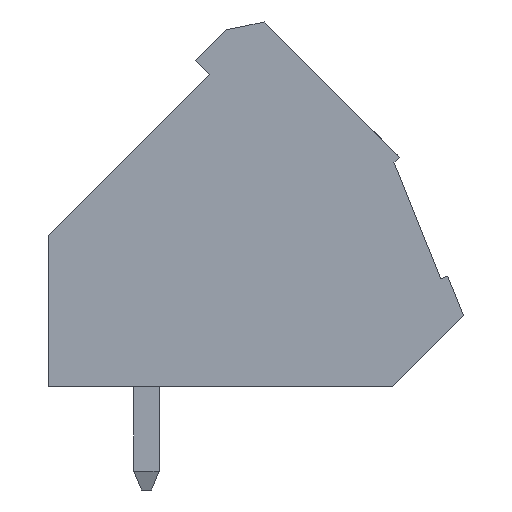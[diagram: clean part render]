
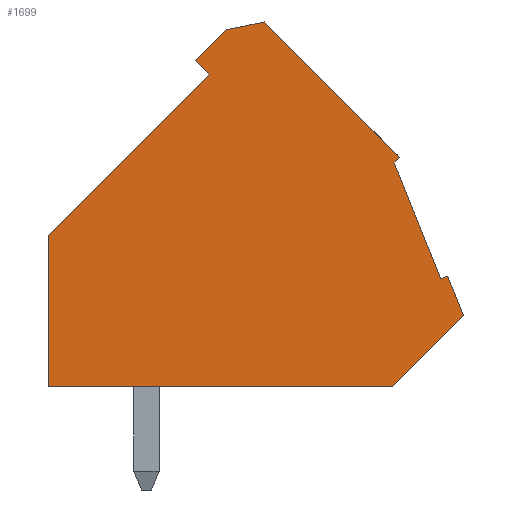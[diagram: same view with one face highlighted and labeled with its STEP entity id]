
A CAD part, left-side view. The second image highlights one B-rep face of the part: STEP entity #1699.
In plain terms, the highlighted planar face has unit normal (-1, 0, 0).
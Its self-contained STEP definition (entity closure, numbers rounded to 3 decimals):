
#1699 = ADVANCED_FACE( '', ( #3719 ), #3720, .F. );
#3719 = FACE_OUTER_BOUND( '', #6127, .T. );
#3720 = PLANE( '', #6128 );
#6127 = EDGE_LOOP( '', ( #10949, #10950, #10951, #10952, #10953, #10954, #10955, #10956, #10957, #10958, #10959, #10960 ) );
#6128 = AXIS2_PLACEMENT_3D( '', #10961, #10962, #10963 );
#10949 = ORIENTED_EDGE( '', *, *, #16675, .F. );
#10950 = ORIENTED_EDGE( '', *, *, #15071, .F. );
#10951 = ORIENTED_EDGE( '', *, *, #15905, .F. );
#10952 = ORIENTED_EDGE( '', *, *, #16977, .F. );
#10953 = ORIENTED_EDGE( '', *, *, #16978, .F. );
#10954 = ORIENTED_EDGE( '', *, *, #16860, .F. );
#10955 = ORIENTED_EDGE( '', *, *, #16979, .F. );
#10956 = ORIENTED_EDGE( '', *, *, #15593, .F. );
#10957 = ORIENTED_EDGE( '', *, *, #16980, .F. );
#10958 = ORIENTED_EDGE( '', *, *, #16981, .F. );
#10959 = ORIENTED_EDGE( '', *, *, #16982, .F. );
#10960 = ORIENTED_EDGE( '', *, *, #16983, .F. );
#10961 = CARTESIAN_POINT( '', ( -46.42, 0., 0. ) );
#10962 = DIRECTION( '', ( 1., 0., 0. ) );
#10963 = DIRECTION( '', ( 0., 0., -1. ) );
#15071 = EDGE_CURVE( '', #18118, #18119, #18120, .T. );
#15593 = EDGE_CURVE( '', #19043, #19044, #19045, .T. );
#15905 = EDGE_CURVE( '', #19579, #18118, #19580, .T. );
#16675 = EDGE_CURVE( '', #18119, #20783, #20784, .T. );
#16860 = EDGE_CURVE( '', #21058, #21059, #21060, .T. );
#16977 = EDGE_CURVE( '', #21232, #19579, #21233, .T. );
#16978 = EDGE_CURVE( '', #21059, #21232, #21234, .T. );
#16979 = EDGE_CURVE( '', #19044, #21058, #21235, .T. );
#16980 = EDGE_CURVE( '', #21236, #19043, #21237, .T. );
#16981 = EDGE_CURVE( '', #21238, #21236, #21239, .T. );
#16982 = EDGE_CURVE( '', #21240, #21238, #21241, .T. );
#16983 = EDGE_CURVE( '', #20783, #21240, #21242, .T. );
#18118 = VERTEX_POINT( '', #22642 );
#18119 = VERTEX_POINT( '', #22643 );
#18120 = LINE( '', #22644, #22645 );
#19043 = VERTEX_POINT( '', #23994 );
#19044 = VERTEX_POINT( '', #23995 );
#19045 = LINE( '', #23996, #23997 );
#19579 = VERTEX_POINT( '', #24784 );
#19580 = LINE( '', #24785, #24786 );
#20783 = VERTEX_POINT( '', #26575 );
#20784 = LINE( '', #26576, #26577 );
#21058 = VERTEX_POINT( '', #27006 );
#21059 = VERTEX_POINT( '', #27007 );
#21060 = LINE( '', #27008, #27009 );
#21232 = VERTEX_POINT( '', #27267 );
#21233 = LINE( '', #27268, #27269 );
#21234 = LINE( '', #27270, #27271 );
#21235 = LINE( '', #27272, #27273 );
#21236 = VERTEX_POINT( '', #27274 );
#21237 = LINE( '', #27275, #27276 );
#21238 = VERTEX_POINT( '', #27277 );
#21239 = LINE( '', #27278, #27279 );
#21240 = VERTEX_POINT( '', #27280 );
#21241 = LINE( '', #27281, #27282 );
#21242 = LINE( '', #27283, #27284 );
#22642 = CARTESIAN_POINT( '', ( -46.42, -9.031, 1.406 ) );
#22643 = CARTESIAN_POINT( '', ( -46.42, -9.664, -0.172 ) );
#22644 = CARTESIAN_POINT( '', ( -46.42, -9.031, 1.406 ) );
#22645 = VECTOR( '', #29210, 1000. );
#23994 = CARTESIAN_POINT( '', ( -46.42, 0.987, 9.98 ) );
#23995 = CARTESIAN_POINT( '', ( -46.42, -0.215, 11.182 ) );
#23996 = CARTESIAN_POINT( '', ( -46.42, 0.987, 9.98 ) );
#23997 = VECTOR( '', #29736, 1000. );
#24784 = CARTESIAN_POINT( '', ( -46.42, -8.752, 1.294 ) );
#24785 = CARTESIAN_POINT( '', ( -46.42, -8.752, 1.294 ) );
#24786 = VECTOR( '', #30041, 1000. );
#26575 = CARTESIAN_POINT( '', ( -46.42, -6.836, -3. ) );
#26576 = CARTESIAN_POINT( '', ( -46.42, -9.664, -0.172 ) );
#26577 = VECTOR( '', #30799, 1000. );
#27006 = CARTESIAN_POINT( '', ( -46.42, -1.735, 11.5 ) );
#27007 = CARTESIAN_POINT( '', ( -46.42, -7.109, 6.126 ) );
#27008 = CARTESIAN_POINT( '', ( -46.42, -1.735, 11.5 ) );
#27009 = VECTOR( '', #30976, 1000. );
#27267 = CARTESIAN_POINT( '', ( -46.42, -6.897, 5.914 ) );
#27268 = CARTESIAN_POINT( '', ( -46.42, -6.897, 5.914 ) );
#27269 = VECTOR( '', #31105, 1000. );
#27270 = CARTESIAN_POINT( '', ( -46.42, -7.109, 6.126 ) );
#27271 = VECTOR( '', #31106, 1000. );
#27272 = CARTESIAN_POINT( '', ( -46.42, -0.215, 11.182 ) );
#27273 = VECTOR( '', #31107, 1000. );
#27274 = CARTESIAN_POINT( '', ( -46.42, 0.422, 9.414 ) );
#27275 = CARTESIAN_POINT( '', ( -46.42, 0.422, 9.414 ) );
#27276 = VECTOR( '', #31108, 1000. );
#27277 = CARTESIAN_POINT( '', ( -46.42, 6.836, 3. ) );
#27278 = CARTESIAN_POINT( '', ( -46.42, 6.836, 3. ) );
#27279 = VECTOR( '', #31109, 1000. );
#27280 = CARTESIAN_POINT( '', ( -46.42, 6.836, -3. ) );
#27281 = CARTESIAN_POINT( '', ( -46.42, 6.836, -3. ) );
#27282 = VECTOR( '', #31110, 1000. );
#27283 = CARTESIAN_POINT( '', ( -46.42, -6.836, -3. ) );
#27284 = VECTOR( '', #31111, 1000. );
#29210 = DIRECTION( '', ( 0., -0.373, -0.928 ) );
#29736 = DIRECTION( '', ( 0., -0.707, 0.707 ) );
#30041 = DIRECTION( '', ( 0., -0.928, 0.373 ) );
#30799 = DIRECTION( '', ( 0., 0.707, -0.707 ) );
#30976 = DIRECTION( '', ( 0., -0.707, -0.707 ) );
#31105 = DIRECTION( '', ( 0., -0.373, -0.928 ) );
#31106 = DIRECTION( '', ( 0., 0.707, -0.707 ) );
#31107 = DIRECTION( '', ( 0., -0.979, 0.205 ) );
#31108 = DIRECTION( '', ( 0., 0.707, 0.707 ) );
#31109 = DIRECTION( '', ( 0., -0.707, 0.707 ) );
#31110 = DIRECTION( '', ( 0., 0., 1. ) );
#31111 = DIRECTION( '', ( 0., 1., 0. ) );
